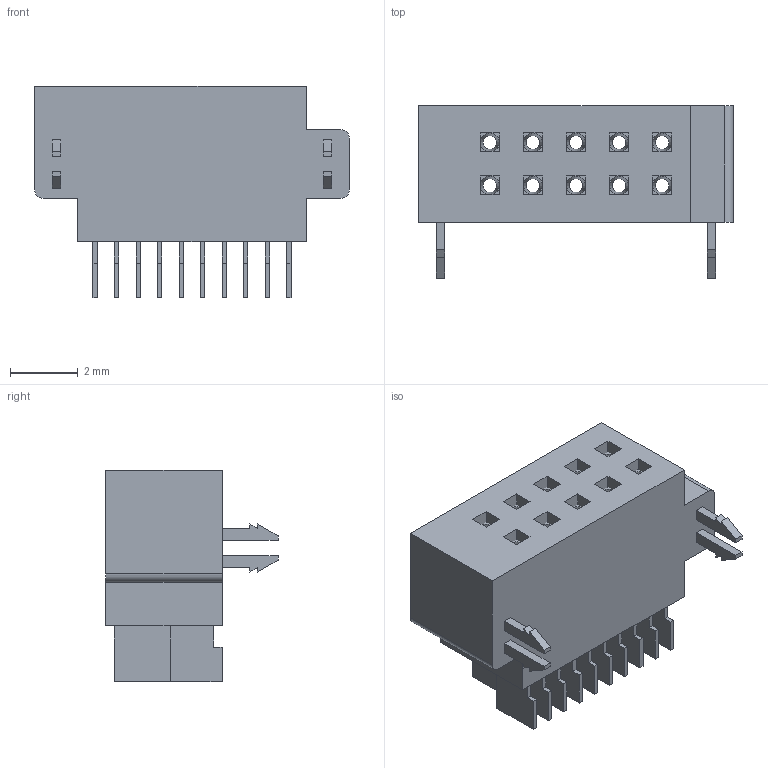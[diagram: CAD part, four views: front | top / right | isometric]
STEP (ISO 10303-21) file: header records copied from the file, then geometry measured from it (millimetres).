
FILE_DESCRIPTION(/* description */ ('STEP AP214'),/* implementation_level */ '2;1');
FILE_NAME(/* name */ 'SFMH-105-02-L-D-LC-TR',/* time_stamp */ '2022-06-24T17:47:45+02:00',/* author */ ('License CC BY-ND 4.0'),/* organization */ ('CADENAS'),/* preprocessor_version */ 'ST-DEVELOPER v18.102',/* originating_system */ 'PARTsolutions',/* authorisation */ ' ');
FILE_SCHEMA (('AUTOMOTIVE_DESIGN {1 0 10303 214 3 1 1}'));
Length unit declared in the file: inch
Products named in the file (3): SFMH-105-02-L-D-LC-TR; C-108-05-D; SFMH-105-02-D-LC_socket
Assembly tree (2 placements, depth 2):
  SFMH-105-02-L-D-LC-TR
    C-108-05-D
    SFMH-105-02-D-LC_socket
Bounding box: 9.27 x 5.08 x 6.22 mm (x, y, z)
Volume: 170.9 mm3; surface area: 564 mm2
Topology: 2 solids, 2 shells, 257 faces, 707 edges, 458 vertices
Faces by surface type: plane 234, cylinder 13, cone 10
Full cylindrical faces by diameter (mm): 0.813 x10
Entity records: 8065 total; most frequent: CARTESIAN_POINT 1405, ORIENTED_EDGE 1374, DIRECTION 1253, EDGE_CURVE 687, LINE 641, VECTOR 641, VERTEX_POINT 458, EDGE_LOOP 331
